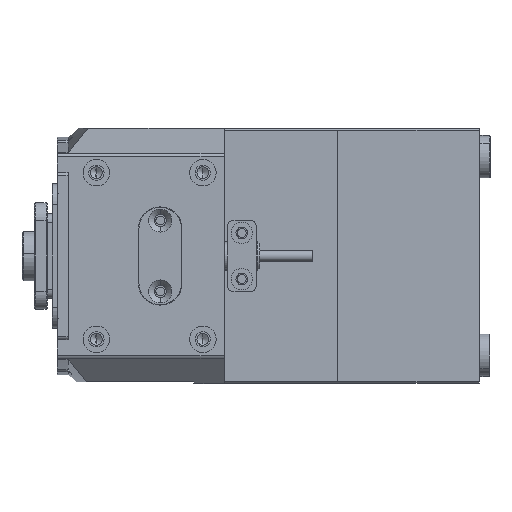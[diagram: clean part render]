
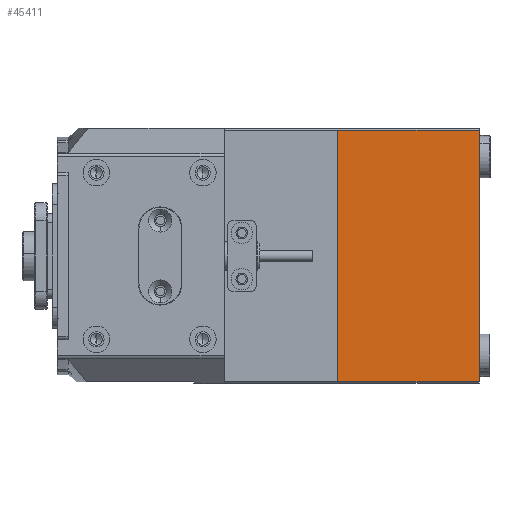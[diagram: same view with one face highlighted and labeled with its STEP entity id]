
A CAD part, left-side view. The second image highlights one B-rep face of the part: STEP entity #45411.
In plain terms, the highlighted planar face has unit normal (-1, 0, 0).
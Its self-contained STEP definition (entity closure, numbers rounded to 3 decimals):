
#963 = ORIENTED_EDGE ( 'NONE', *, *, #38850, .T. ) ;
#2137 = ORIENTED_EDGE ( 'NONE', *, *, #17151, .T. ) ;
#3190 = AXIS2_PLACEMENT_3D ( 'NONE', #34044, #18682, #7495 ) ;
#4380 = LINE ( 'NONE', #12955, #32413 ) ;
#7399 = EDGE_CURVE ( 'NONE', #35395, #28676, #12472, .T. ) ;
#7495 = DIRECTION ( 'NONE',  ( 0., 1., 0. ) ) ;
#9244 = VERTEX_POINT ( 'NONE', #17456 ) ;
#9645 = DIRECTION ( 'NONE',  ( 0., 0., -1. ) ) ;
#12472 = LINE ( 'NONE', #13309, #33968 ) ;
#12955 = CARTESIAN_POINT ( 'NONE',  ( -62.5, 35.95, 0. ) ) ;
#13150 = DIRECTION ( 'NONE',  ( 0., 1., 0. ) ) ;
#13309 = CARTESIAN_POINT ( 'NONE',  ( -62.5, 35.95, -40. ) ) ;
#17151 = EDGE_CURVE ( 'NONE', #35395, #9244, #21325, .T. ) ;
#17456 = CARTESIAN_POINT ( 'NONE',  ( -62.5, -35.45, 0. ) ) ;
#18682 = DIRECTION ( 'NONE',  ( 1., 0., 0. ) ) ;
#19072 = EDGE_LOOP ( 'NONE', ( #29306, #963, #41090, #2137 ) ) ;
#19456 = CARTESIAN_POINT ( 'NONE',  ( -62.5, 35.45, 0. ) ) ;
#20303 = CARTESIAN_POINT ( 'NONE',  ( -62.5, -35.45, -40. ) ) ;
#21325 = LINE ( 'NONE', #20303, #30243 ) ;
#22621 = VECTOR ( 'NONE', #9645, 1000. ) ;
#25254 = VERTEX_POINT ( 'NONE', #19456 ) ;
#26004 = PLANE ( 'NONE',  #3190 ) ;
#27696 = CARTESIAN_POINT ( 'NONE',  ( -62.5, -35.45, -40. ) ) ;
#28676 = VERTEX_POINT ( 'NONE', #45265 ) ;
#29306 = ORIENTED_EDGE ( 'NONE', *, *, #31187, .T. ) ;
#30243 = VECTOR ( 'NONE', #47117, 1000. ) ;
#31102 = FACE_OUTER_BOUND ( 'NONE', #19072, .T. ) ;
#31187 = EDGE_CURVE ( 'NONE', #9244, #25254, #4380, .T. ) ;
#32319 = CARTESIAN_POINT ( 'NONE',  ( -62.5, 35.45, -40. ) ) ;
#32413 = VECTOR ( 'NONE', #43493, 1000. ) ;
#33968 = VECTOR ( 'NONE', #13150, 1000. ) ;
#34044 = CARTESIAN_POINT ( 'NONE',  ( -62.5, 35.95, -40. ) ) ;
#35395 = VERTEX_POINT ( 'NONE', #27696 ) ;
#38850 = EDGE_CURVE ( 'NONE', #25254, #28676, #44698, .T. ) ;
#41090 = ORIENTED_EDGE ( 'NONE', *, *, #7399, .F. ) ;
#43493 = DIRECTION ( 'NONE',  ( 0., 1., 0. ) ) ;
#44698 = LINE ( 'NONE', #32319, #22621 ) ;
#45265 = CARTESIAN_POINT ( 'NONE',  ( -62.5, 35.45, -40. ) ) ;
#45411 = ADVANCED_FACE ( 'NONE', ( #31102 ), #26004, .F. ) ;
#47117 = DIRECTION ( 'NONE',  ( 0., 0., 1. ) ) ;
